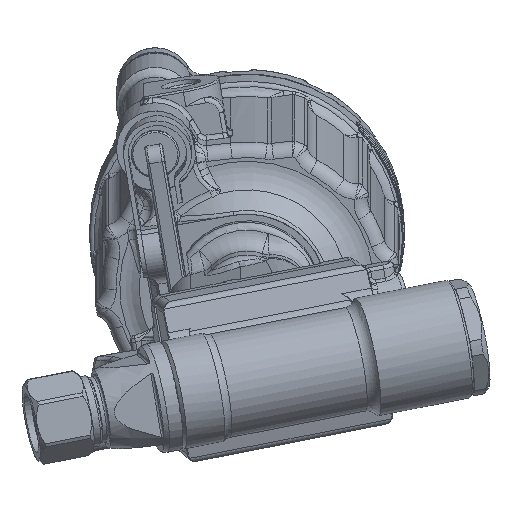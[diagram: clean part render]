
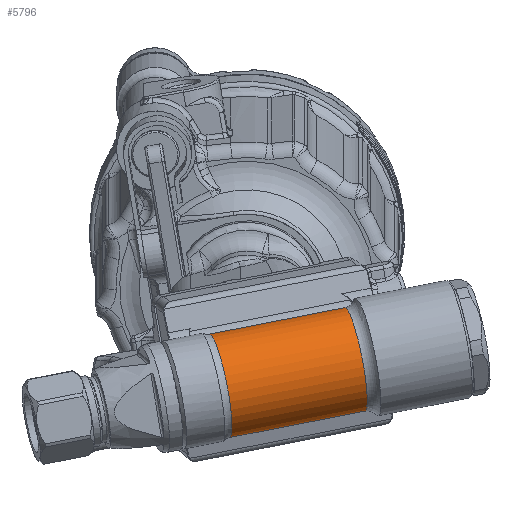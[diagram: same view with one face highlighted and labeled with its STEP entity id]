
A CAD part, top view. The second image highlights one B-rep face of the part: STEP entity #5796.
In plain terms, the highlighted cylindrical face has radius 17.462 mm (diameter 34.925 mm), a partial arc.
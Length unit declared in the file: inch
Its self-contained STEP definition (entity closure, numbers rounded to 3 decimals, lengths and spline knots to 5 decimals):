
#1598=FACE_OUTER_BOUND('',#9157,.T.);
#4127=CIRCLE('',#31001,0.6875);
#4129=CIRCLE('',#31004,0.6875);
#5796=ADVANCED_FACE('',(#1598),#7054,.T.);
#7054=CYLINDRICAL_SURFACE('',#31005,0.6875);
#9157=EDGE_LOOP('',(#17381,#17382,#17383,#17384));
#10981=LINE('',#54406,#12255);
#10982=LINE('',#54410,#12256);
#12255=VECTOR('',#36821,1.);
#12256=VECTOR('',#36824,1.);
#17381=ORIENTED_EDGE('',*,*,#26327,.T.);
#17382=ORIENTED_EDGE('',*,*,#26333,.T.);
#17383=ORIENTED_EDGE('',*,*,#26334,.F.);
#17384=ORIENTED_EDGE('',*,*,#26335,.T.);
#22792=VERTEX_POINT('',#54365);
#22793=VERTEX_POINT('',#54367);
#22798=VERTEX_POINT('',#54407);
#22799=VERTEX_POINT('',#54409);
#26327=EDGE_CURVE('',#22793,#22792,#4127,.T.);
#26333=EDGE_CURVE('',#22792,#22798,#10981,.T.);
#26334=EDGE_CURVE('',#22799,#22798,#4129,.T.);
#26335=EDGE_CURVE('',#22799,#22793,#10982,.T.);
#31001=AXIS2_PLACEMENT_3D('',#54366,#36815,#36816);
#31004=AXIS2_PLACEMENT_3D('',#54408,#36822,#36823);
#31005=AXIS2_PLACEMENT_3D('',#54411,#36825,#36826);
#36815=DIRECTION('',(0.971,0.191,-0.143));
#36816=DIRECTION('',(0.165,-0.971,-0.171));
#36821=DIRECTION('',(0.971,0.191,-0.143));
#36822=DIRECTION('',(0.971,0.191,-0.143));
#36823=DIRECTION('',(0.165,-0.971,-0.171));
#36824=DIRECTION('',(-0.971,-0.191,0.143));
#36825=DIRECTION('',(0.971,0.191,-0.143));
#36826=DIRECTION('',(-0.165,0.971,0.171));
#54365=CARTESIAN_POINT('',(-1.54294,0.55268,0.98966));
#54366=CARTESIAN_POINT('',(-1.56721,1.03951,1.47449));
#54367=CARTESIAN_POINT('',(-1.72814,1.64023,1.18142));
#54406=CARTESIAN_POINT('',(4.22462,1.68432,0.14211));
#54407=CARTESIAN_POINT('',(0.2189,0.89837,0.73075));
#54408=CARTESIAN_POINT('',(0.19463,1.3852,1.21559));
#54409=CARTESIAN_POINT('',(0.03369,1.98592,0.92252));
#54410=CARTESIAN_POINT('',(4.03942,2.77187,0.33387));
#54411=CARTESIAN_POINT('',(4.20035,2.17114,0.62694));
